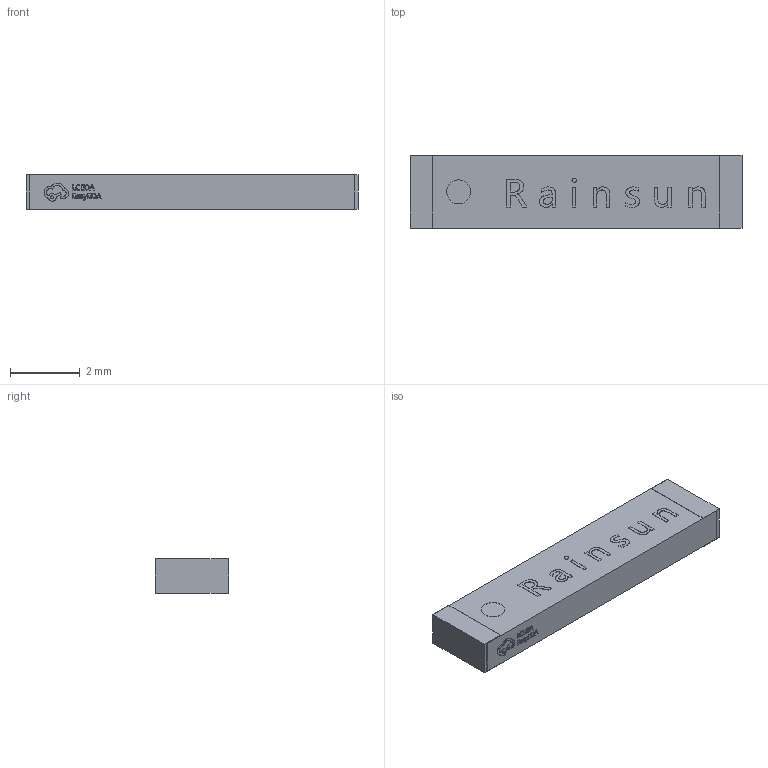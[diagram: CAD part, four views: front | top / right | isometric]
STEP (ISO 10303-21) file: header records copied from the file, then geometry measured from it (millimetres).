
FILE_DESCRIPTION(('FreeCAD Model'),'2;1');
FILE_NAME('Open CASCADE Shape Model','2022-11-16T01:37:24',(''),(''), 'Open CASCADE STEP processor 7.6','FreeCAD','Unknown');
FILE_SCHEMA(('AUTOMOTIVE_DESIGN { 1 0 10303 214 1 1 1 1 }'));
Length unit declared in the file: millimetre
Products named in the file (3): L1; ANT-SMD_L9.5-W2.1; SOLID
Assembly tree (2 placements, depth 3):
  L1
    ANT-SMD_L9.5-W2.1
      SOLID
Bounding box: 9.5 x 2.11 x 1 mm (x, y, z)
Volume: 19.6 mm3; surface area: 63.2 mm2
Topology: 1 solids, 1 shells, 356 faces, 972 edges, 648 vertices
Faces by surface type: plane 212, bspline 142, cylinder 2
Entity records: 30086 total; most frequent: CARTESIAN_POINT 9959, DIRECTION 2488, LINE 2044, VECTOR 2044, ORIENTED_EDGE 1944, PCURVE 1944, DEFINITIONAL_REPRESENTATION 1944, EDGE_CURVE 972
